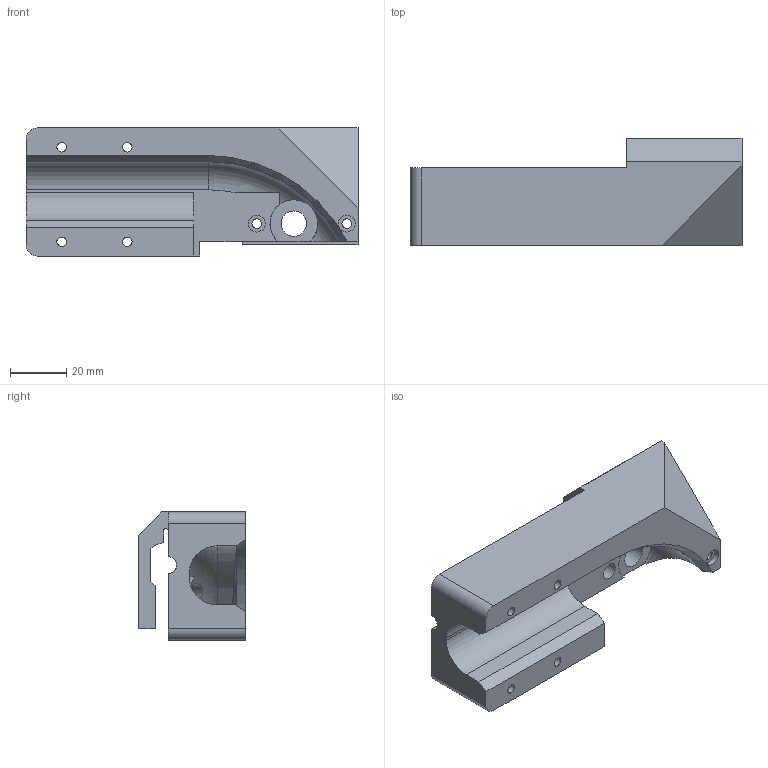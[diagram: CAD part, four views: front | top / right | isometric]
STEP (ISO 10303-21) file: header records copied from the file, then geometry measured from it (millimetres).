
FILE_DESCRIPTION(('HOOPS Exchange Step'),'2;1');
FILE_NAME('temp_export','2026-01-29T12:31:46-06:00',('mobile'),('Shapr3D Limited'),'HOOPS Exchange 2025.7','Shapr3D','Authorized');
FILE_SCHEMA( ('AP242_MANAGED_MODEL_BASED_3D_ENGINEERING_MIM_LF {1 0 10303 442 1 1 4}') );
Length unit declared in the file: millimetre
Products named in the file (2): xleplus_base_holder.step; root
Assembly tree (1 placements, depth 2):
  root
    xleplus_base_holder.step
Bounding box: 118 x 38 x 45.5 mm (x, y, z)
Volume: 92470.6 mm3; surface area: 26644.4 mm2
Topology: 1 solids, 1 shells, 102 faces, 280 edges, 188 vertices
Faces by surface type: plane 73, cylinder 25, cone 3, torus 1
Full cylindrical faces by diameter (mm): 3.4 x8, 6 x2, 9 x2
Entity records: 3630 total; most frequent: CARTESIAN_POINT 897, ORIENTED_EDGE 560, DIRECTION 536, EDGE_CURVE 280, VECTOR 210, LINE 210, VERTEX_POINT 188, AXIS2_PLACEMENT_3D 163
